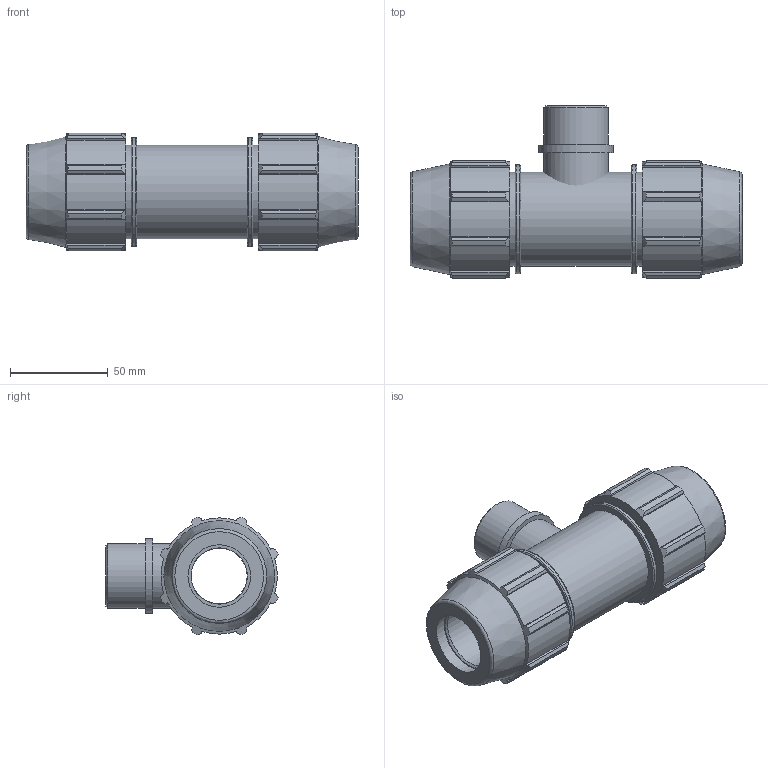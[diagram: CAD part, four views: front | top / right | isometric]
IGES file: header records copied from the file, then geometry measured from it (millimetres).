
Global section: file name: 078400032010_188400032010_0784060320100A.ipt; native system: Autodesk Inventor 2015; preprocessor: unknown; author: Кирилл,,11,0; organization: 20170224.180708; date: 20170606.172417; units: millimetre
Bounding box: 170 x 88.11 x 60.22 mm (x, y, z)
Volume: 275307.7 mm3; surface area: 64639.1 mm2
Topology: 2 solids, 2 shells, 158 faces, 443 edges, 300 vertices
Faces by surface type: plane 81, cylinder 40, cone 21, revolution 16
Full cylindrical faces by diameter (mm): 33.249 x2, 38.236 x1, 48 x3, 55.68 x2
